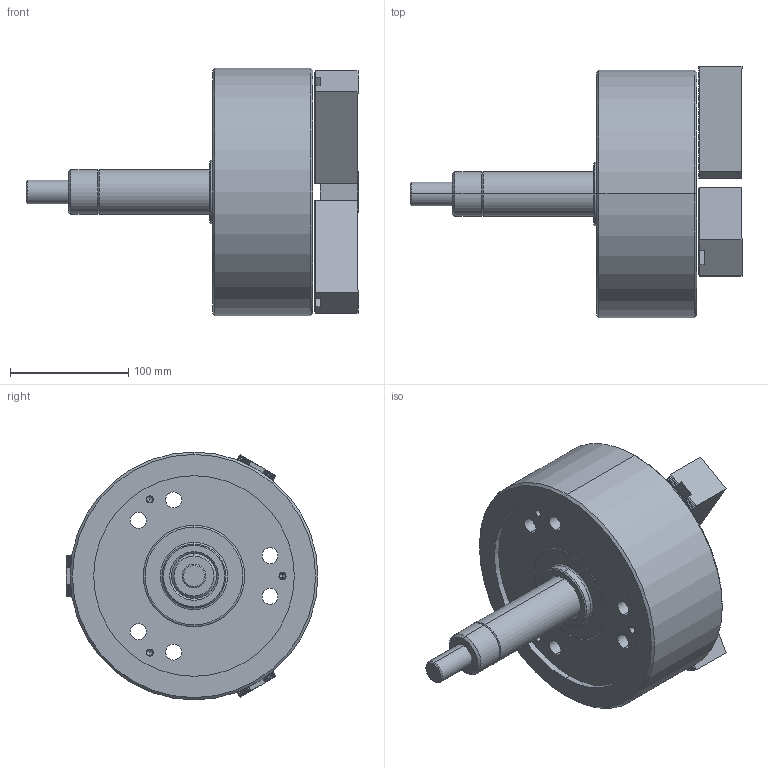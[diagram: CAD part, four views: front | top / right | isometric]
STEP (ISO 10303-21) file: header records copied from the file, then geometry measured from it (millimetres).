
FILE_DESCRIPTION (( 'STEP AP203' ), '1' );
FILE_NAME ('3P-08²Õ¦X¥ó.STEP', '2011-03-15T07:35:12', ( 'user' ), ( '' ), 'SwSTEP 2.0', 'SolidWorks 2010', '' );
FILE_SCHEMA (( 'CONFIG_CONTROL_DESIGN' ));
Length unit declared in the file: metre
Products named in the file (7): 3P-08連接管螺栓; 3P-08連接管螺帽; 3P-08組合件; 3P-08本體; 3P-08中仁; 3P-08連接管; SJ-08
Assembly tree (8 placements, depth 2):
  3P-08組合件
    SJ-08  x3
    3P-08中仁
    3P-08連接管
    3P-08連接管螺帽
    3P-08本體
    3P-08連接管螺栓
Bounding box: 281.3 x 213.38 x 210 mm (x, y, z)
Volume: 3003473.5 mm3; surface area: 282834.7 mm2
Topology: 8 solids, 8 shells, 1744 faces, 5112 edges, 3389 vertices
Faces by surface type: plane 1226, cylinder 452, cone 60, torus 6
Entity records: 23289 total; most frequent: CARTESIAN_POINT 4920, ORIENTED_EDGE 3964, DIRECTION 3342, EDGE_CURVE 1982, VECTOR 1432, LINE 1432, VERTEX_POINT 1309, AXIS2_PLACEMENT_3D 955
